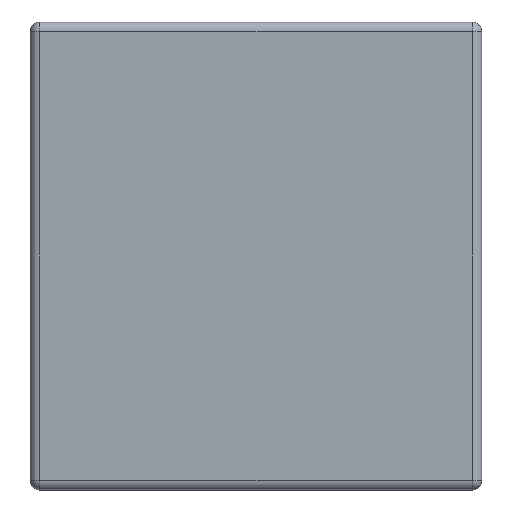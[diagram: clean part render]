
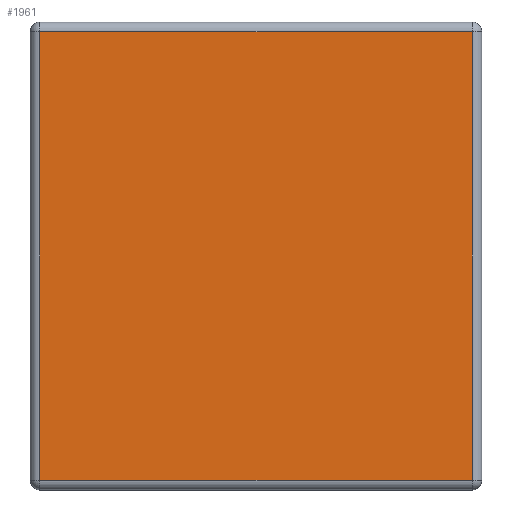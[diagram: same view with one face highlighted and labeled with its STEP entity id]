
A CAD part, left-side view. The second image highlights one B-rep face of the part: STEP entity #1961.
In plain terms, the highlighted planar face has unit normal (-1, 0, 0).
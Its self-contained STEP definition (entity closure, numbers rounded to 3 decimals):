
#42 = VECTOR ( 'NONE', #215, 1000. ) ;
#215 = DIRECTION ( 'NONE',  ( 0., 0., 1. ) ) ;
#530 = PLANE ( 'NONE',  #3414 ) ;
#545 = ORIENTED_EDGE ( 'NONE', *, *, #3037, .T. ) ;
#725 = DIRECTION ( 'NONE',  ( 0., 0., -1. ) ) ;
#918 = CARTESIAN_POINT ( 'NONE',  ( 0., 2.74, -2.84 ) ) ;
#1007 = FACE_OUTER_BOUND ( 'NONE', #3476, .T. ) ;
#1121 = DIRECTION ( 'NONE',  ( 0., -1., 0. ) ) ;
#1266 = CARTESIAN_POINT ( 'NONE',  ( 0., 0.06, -0.06 ) ) ;
#1477 = LINE ( 'NONE', #3610, #1636 ) ;
#1636 = VECTOR ( 'NONE', #725, 1000. ) ;
#1780 = EDGE_CURVE ( 'NONE', #2334, #3230, #1477, .T. ) ;
#1894 = EDGE_CURVE ( 'NONE', #3230, #3921, #4440, .T. ) ;
#1961 = ADVANCED_FACE ( 'NONE', ( #1007 ), #530, .T. ) ;
#2043 = VERTEX_POINT ( 'NONE', #1266 ) ;
#2076 = EDGE_CURVE ( 'NONE', #3921, #2043, #2318, .T. ) ;
#2129 = LINE ( 'NONE', #2504, #2419 ) ;
#2169 = CARTESIAN_POINT ( 'NONE',  ( 0., 2.74, -0.06 ) ) ;
#2318 = LINE ( 'NONE', #4192, #42 ) ;
#2334 = VERTEX_POINT ( 'NONE', #2169 ) ;
#2419 = VECTOR ( 'NONE', #3617, 1000. ) ;
#2430 = ORIENTED_EDGE ( 'NONE', *, *, #2076, .T. ) ;
#2504 = CARTESIAN_POINT ( 'NONE',  ( 0., 2.8, -0.06 ) ) ;
#2714 = ORIENTED_EDGE ( 'NONE', *, *, #1894, .T. ) ;
#3016 = DIRECTION ( 'NONE',  ( 0., 0., 1. ) ) ;
#3037 = EDGE_CURVE ( 'NONE', #2043, #2334, #2129, .T. ) ;
#3080 = CARTESIAN_POINT ( 'NONE',  ( 0., 0., 0. ) ) ;
#3230 = VERTEX_POINT ( 'NONE', #918 ) ;
#3293 = ORIENTED_EDGE ( 'NONE', *, *, #1780, .T. ) ;
#3308 = CARTESIAN_POINT ( 'NONE',  ( 0., 0., -2.84 ) ) ;
#3414 = AXIS2_PLACEMENT_3D ( 'NONE', #3080, #3424, #3016 ) ;
#3424 = DIRECTION ( 'NONE',  ( -1., 0., 0. ) ) ;
#3476 = EDGE_LOOP ( 'NONE', ( #2714, #2430, #545, #3293 ) ) ;
#3610 = CARTESIAN_POINT ( 'NONE',  ( 0., 2.74, -2.9 ) ) ;
#3617 = DIRECTION ( 'NONE',  ( 0., 1., 0. ) ) ;
#3921 = VERTEX_POINT ( 'NONE', #4552 ) ;
#4192 = CARTESIAN_POINT ( 'NONE',  ( 0., 0.06, 0. ) ) ;
#4440 = LINE ( 'NONE', #3308, #4615 ) ;
#4552 = CARTESIAN_POINT ( 'NONE',  ( 0., 0.06, -2.84 ) ) ;
#4615 = VECTOR ( 'NONE', #1121, 1000. ) ;
